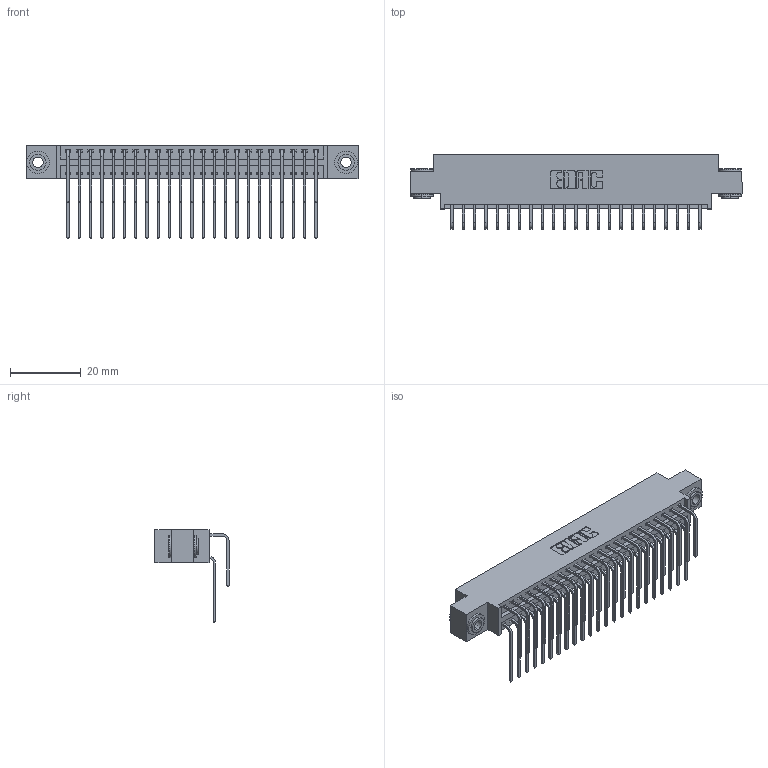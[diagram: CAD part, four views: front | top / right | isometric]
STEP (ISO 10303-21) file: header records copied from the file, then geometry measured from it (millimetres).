
FILE_DESCRIPTION (( 'STEP AP203' ), '1' );
FILE_NAME ('396-046-559-803.STEP', '2019-11-03T08:13:15', ( '' ), ( '' ), 'SwSTEP 2.0', 'SolidWorks 2016', '' );
FILE_SCHEMA (( 'CONFIG_CONTROL_DESIGN' ));
Length unit declared in the file: inch
Products named in the file (5): 345-292-001_558 559 Tail - 1; 346 Part_0.170 Offset - 0.156 Dia-TH; 396-046-559-803; 345-292-001_559 Tail - 2; 345-250-002_345-250-002-102
Assembly tree (49 placements, depth 2):
  396-046-559-803
    346 Part_0.170 Offset - 0.156 Dia-TH
    345-292-001_558 559 Tail - 1  x23
    345-292-001_559 Tail - 2  x23
    345-250-002_345-250-002-102  x2
Bounding box: 93.6 x 20.89 x 26.16 mm (x, y, z)
Volume: 9109.6 mm3; surface area: 13890 mm2
Topology: 49 solids, 49 shells, 2648 faces, 7823 edges, 5150 vertices
Faces by surface type: plane 1792, cylinder 848, cone 8
Entity records: 20134 total; most frequent: CARTESIAN_POINT 3374, ORIENTED_EDGE 3250, DIRECTION 3027, EDGE_CURVE 1625, VECTOR 1337, LINE 1337, VERTEX_POINT 1078, AXIS2_PLACEMENT_3D 845
